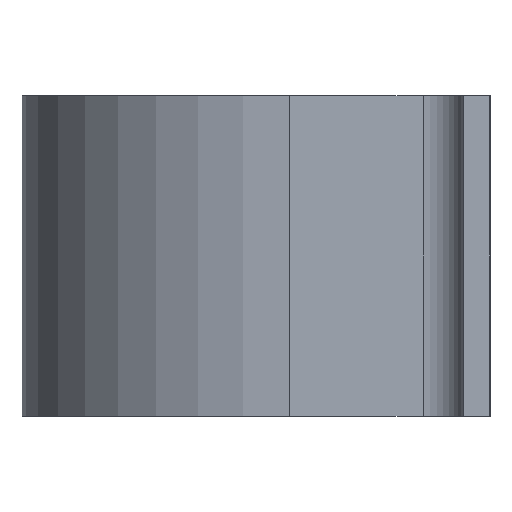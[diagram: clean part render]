
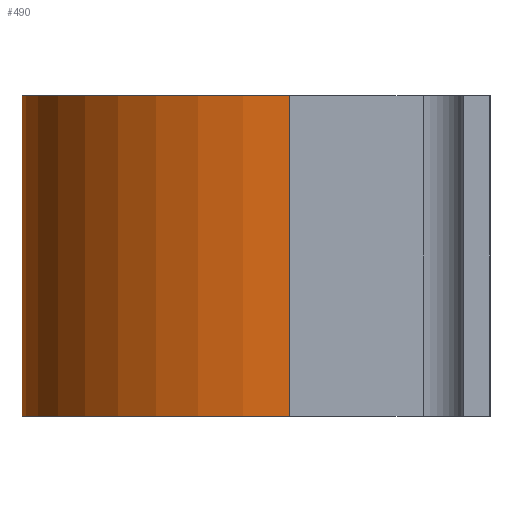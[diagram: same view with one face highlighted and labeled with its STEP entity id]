
A CAD part, left-side view. The second image highlights one B-rep face of the part: STEP entity #490.
In plain terms, the highlighted cylindrical face has radius 10 mm (diameter 20 mm), a partial arc.
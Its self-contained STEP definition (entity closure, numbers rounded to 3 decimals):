
#6 = CIRCLE ( 'NONE', #972, 10. ) ;
#43 = FACE_OUTER_BOUND ( 'NONE', #452, .T. ) ;
#60 = CARTESIAN_POINT ( 'NONE',  ( 10., 7.5, 6. ) ) ;
#94 = VECTOR ( 'NONE', #570, 1000. ) ;
#148 = AXIS2_PLACEMENT_3D ( 'NONE', #542, #791, #703 ) ;
#153 = CARTESIAN_POINT ( 'NONE',  ( 10., 7.5, 6. ) ) ;
#252 = CARTESIAN_POINT ( 'NONE',  ( -10., 7.5, -6. ) ) ;
#271 = DIRECTION ( 'NONE',  ( 0., 0., -1. ) ) ;
#275 = CARTESIAN_POINT ( 'NONE',  ( -10., 7.5, 6. ) ) ;
#326 = LINE ( 'NONE', #275, #631 ) ;
#343 = EDGE_CURVE ( 'NONE', #788, #361, #326, .T. ) ;
#361 = VERTEX_POINT ( 'NONE', #252 ) ;
#365 = DIRECTION ( 'NONE',  ( 0., 0., -1. ) ) ;
#438 = VERTEX_POINT ( 'NONE', #689 ) ;
#448 = DIRECTION ( 'NONE',  ( 1., 0., 0. ) ) ;
#452 = EDGE_LOOP ( 'NONE', ( #540, #867, #850, #813 ) ) ;
#490 = ADVANCED_FACE ( 'NONE', ( #43 ), #942, .T. ) ;
#517 = DIRECTION ( 'NONE',  ( 1., 0., 0. ) ) ;
#540 = ORIENTED_EDGE ( 'NONE', *, *, #1065, .F. ) ;
#542 = CARTESIAN_POINT ( 'NONE',  ( 0., 7.5, 6. ) ) ;
#565 = DIRECTION ( 'NONE',  ( 0., 0., -1. ) ) ;
#570 = DIRECTION ( 'NONE',  ( 0., 0., -1. ) ) ;
#584 = LINE ( 'NONE', #153, #94 ) ;
#631 = VECTOR ( 'NONE', #271, 1000. ) ;
#667 = EDGE_CURVE ( 'NONE', #788, #692, #1055, .T. ) ;
#670 = CARTESIAN_POINT ( 'NONE',  ( 0., 7.5, -6. ) ) ;
#689 = CARTESIAN_POINT ( 'NONE',  ( 10., 7.5, -6. ) ) ;
#692 = VERTEX_POINT ( 'NONE', #60 ) ;
#703 = DIRECTION ( 'NONE',  ( -1., 0., 0. ) ) ;
#788 = VERTEX_POINT ( 'NONE', #953 ) ;
#791 = DIRECTION ( 'NONE',  ( 0., 0., -1. ) ) ;
#813 = ORIENTED_EDGE ( 'NONE', *, *, #919, .T. ) ;
#820 = CARTESIAN_POINT ( 'NONE',  ( 0., 7.5, 6. ) ) ;
#850 = ORIENTED_EDGE ( 'NONE', *, *, #667, .T. ) ;
#859 = AXIS2_PLACEMENT_3D ( 'NONE', #820, #365, #448 ) ;
#867 = ORIENTED_EDGE ( 'NONE', *, *, #343, .F. ) ;
#919 = EDGE_CURVE ( 'NONE', #692, #438, #584, .T. ) ;
#942 = CYLINDRICAL_SURFACE ( 'NONE', #148, 10. ) ;
#953 = CARTESIAN_POINT ( 'NONE',  ( -10., 7.5, 6. ) ) ;
#972 = AXIS2_PLACEMENT_3D ( 'NONE', #670, #565, #517 ) ;
#1055 = CIRCLE ( 'NONE', #859, 10. ) ;
#1065 = EDGE_CURVE ( 'NONE', #361, #438, #6, .T. ) ;
